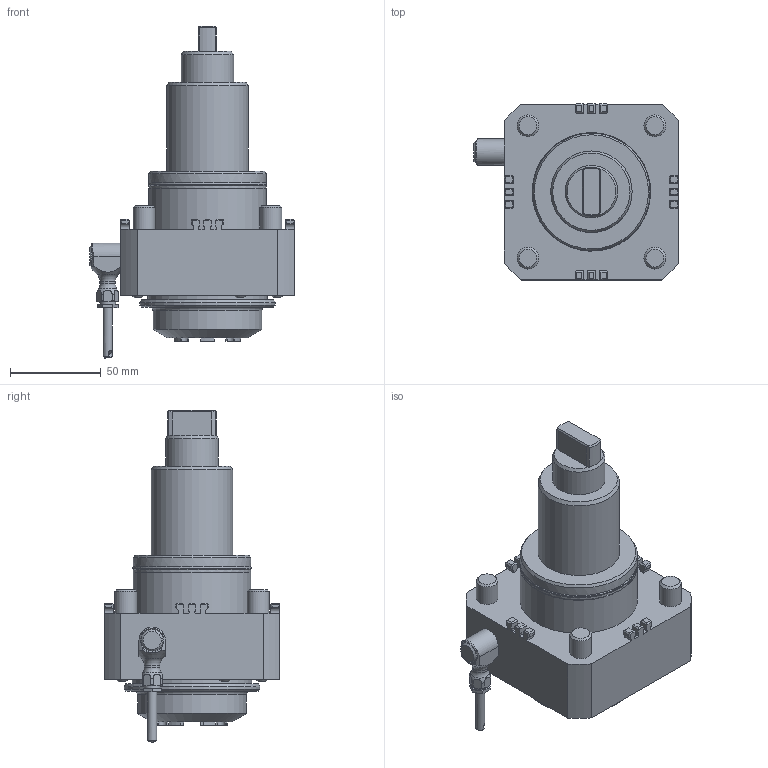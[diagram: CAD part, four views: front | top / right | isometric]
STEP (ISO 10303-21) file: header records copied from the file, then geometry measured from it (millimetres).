
FILE_DESCRIPTION(/* description */ (''),/* implementation_level */ '2;1');
FILE_NAME(/* name */ 'EWS_225968_DIN4003.stp',/* time_stamp */ '2023-07-17T09:08:02+02:00',/* author */ ('EWS'),/* organization */ (''),/* preprocessor_version */ 'ST-DEVELOPER v19.2',/* originating_system */ 'Autodesk Inventor 2023',/* authorisation */ '');
FILE_SCHEMA (('AUTOMOTIVE_DESIGN { 1 0 10303 214 3 1 1 }'));
Length unit declared in the file: millimetre
Products named in the file (1): EWS_225968_DIN4003
Bounding box: 113 x 97 x 183.1 mm (x, y, z)
Volume: 615870.7 mm3; surface area: 70809.8 mm2
Topology: 1 solids, 2 shells, 322 faces, 822 edges, 530 vertices
Faces by surface type: plane 197, cylinder 84, cone 24, torus 12, bspline 5
Full cylindrical faces by diameter (mm): 3 x1, 5 x1, 8.5 x1, 8.7 x1, 12 x5, 29 x1, 44.95 x1, 51 x1, 60 x1, 64.7 x2, 64.9 x1, 65.391 x1, 66 x1, 67 x1, 72 x1, 74.8 x1
Entity records: 10162 total; most frequent: CARTESIAN_POINT 2222, DIRECTION 1665, ORIENTED_EDGE 1644, EDGE_CURVE 822, AXIS2_PLACEMENT_3D 575, VERTEX_POINT 530, LINE 515, VECTOR 515
